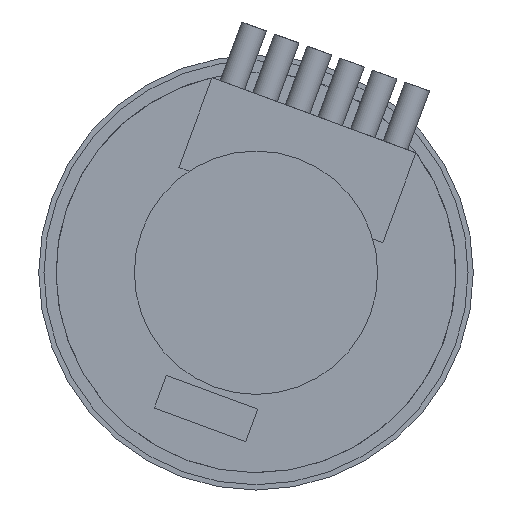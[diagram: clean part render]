
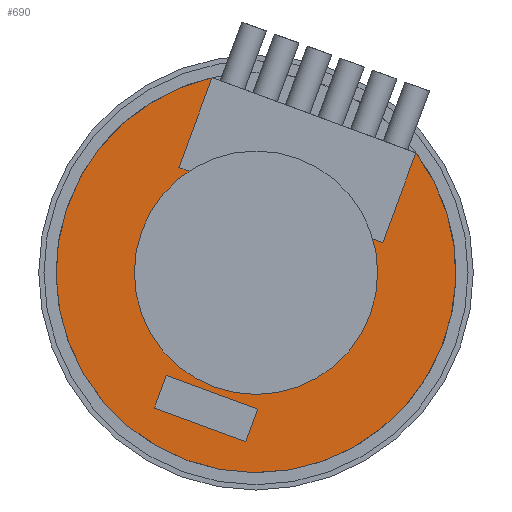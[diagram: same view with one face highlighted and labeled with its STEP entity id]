
A CAD part, left-side view. The second image highlights one B-rep face of the part: STEP entity #690.
In plain terms, the highlighted planar face has unit normal (-1, 0, 0).
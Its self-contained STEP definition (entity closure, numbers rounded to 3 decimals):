
#20=FACE_BOUND('',#208,.T.);
#21=FACE_BOUND('',#209,.T.);
#45=CIRCLE('',#776,11.5);
#46=CIRCLE('',#777,3.5);
#153=FACE_OUTER_BOUND('',#207,.T.);
#207=EDGE_LOOP('',(#549,#550,#551,#552));
#208=EDGE_LOOP('',(#553,#554,#555,#556));
#209=EDGE_LOOP('',(#557));
#243=LINE('',#1047,#288);
#247=LINE('',#1055,#292);
#250=LINE('',#1061,#295);
#253=LINE('',#1066,#298);
#265=LINE('',#1122,#310);
#268=LINE('',#1128,#313);
#271=LINE('',#1133,#316);
#288=VECTOR('',#828,10.);
#292=VECTOR('',#834,10.);
#295=VECTOR('',#839,10.);
#298=VECTOR('',#844,10.);
#310=VECTOR('',#910,10.);
#313=VECTOR('',#915,10.);
#316=VECTOR('',#920,10.);
#333=VERTEX_POINT('',#1045);
#334=VERTEX_POINT('',#1046);
#337=VERTEX_POINT('',#1054);
#339=VERTEX_POINT('',#1060);
#353=VERTEX_POINT('',#1112);
#354=VERTEX_POINT('',#1113);
#357=VERTEX_POINT('',#1121);
#359=VERTEX_POINT('',#1127);
#362=VERTEX_POINT('',#1142);
#387=EDGE_CURVE('',#333,#334,#243,.T.);
#391=EDGE_CURVE('',#334,#337,#247,.T.);
#394=EDGE_CURVE('',#337,#339,#250,.T.);
#397=EDGE_CURVE('',#339,#333,#253,.T.);
#421=EDGE_CURVE('',#354,#357,#265,.T.);
#424=EDGE_CURVE('',#357,#359,#268,.T.);
#427=EDGE_CURVE('',#359,#353,#271,.T.);
#431=EDGE_CURVE('',#353,#354,#45,.T.);
#432=EDGE_CURVE('',#362,#362,#46,.T.);
#549=ORIENTED_EDGE('',*,*,#421,.T.);
#550=ORIENTED_EDGE('',*,*,#424,.T.);
#551=ORIENTED_EDGE('',*,*,#427,.T.);
#552=ORIENTED_EDGE('',*,*,#431,.T.);
#553=ORIENTED_EDGE('',*,*,#387,.T.);
#554=ORIENTED_EDGE('',*,*,#391,.T.);
#555=ORIENTED_EDGE('',*,*,#394,.T.);
#556=ORIENTED_EDGE('',*,*,#397,.T.);
#557=ORIENTED_EDGE('',*,*,#432,.T.);
#653=PLANE('',#775);
#690=ADVANCED_FACE('',(#153,#20,#21),#653,.F.);
#775=AXIS2_PLACEMENT_3D('',#1140,#930,#931);
#776=AXIS2_PLACEMENT_3D('',#1141,#932,#933);
#777=AXIS2_PLACEMENT_3D('',#1143,#934,#935);
#828=DIRECTION('',(0.,0.345,-0.938));
#834=DIRECTION('',(0.,0.938,0.345));
#839=DIRECTION('',(0.,-0.345,0.938));
#844=DIRECTION('',(0.,-0.938,-0.345));
#910=DIRECTION('',(0.,0.345,-0.938));
#915=DIRECTION('',(0.,0.938,0.345));
#920=DIRECTION('',(0.,-0.345,0.938));
#930=DIRECTION('center_axis',(1.,0.,0.));
#931=DIRECTION('ref_axis',(0.,0.,-1.));
#932=DIRECTION('center_axis',(-1.,0.,0.));
#933=DIRECTION('ref_axis',(0.,0.,-1.));
#934=DIRECTION('center_axis',(1.,0.,0.));
#935=DIRECTION('ref_axis',(0.,0.,-1.));
#1045=CARTESIAN_POINT('',(-33.3,-0.097,-7.843));
#1046=CARTESIAN_POINT('',(-33.3,0.594,-9.72));
#1047=CARTESIAN_POINT('',(-33.3,-1.017,-5.344));
#1054=CARTESIAN_POINT('',(-33.3,5.85,-7.786));
#1055=CARTESIAN_POINT('',(-33.3,4.536,-8.27));
#1060=CARTESIAN_POINT('',(-33.3,5.159,-5.909));
#1061=CARTESIAN_POINT('',(-33.3,3.893,-2.471));
#1066=CARTESIAN_POINT('',(-33.3,2.531,-6.876));
#1112=CARTESIAN_POINT('',(-33.3,2.531,11.218));
#1113=CARTESIAN_POINT('',(-33.3,-9.2,6.9));
#1121=CARTESIAN_POINT('',(-33.3,-7.3,1.739));
#1122=CARTESIAN_POINT('',(-33.3,-6.583,-0.21));
#1127=CARTESIAN_POINT('',(-33.3,4.431,6.057));
#1128=CARTESIAN_POINT('',(-33.3,1.498,4.977));
#1133=CARTESIAN_POINT('',(-33.3,4.198,6.689));
#1140=CARTESIAN_POINT('Origin',(-33.3,0.,0.));
#1141=CARTESIAN_POINT('Origin',(-33.3,0.,0.));
#1142=CARTESIAN_POINT('',(-33.3,0.,3.5));
#1143=CARTESIAN_POINT('Origin',(-33.3,0.,0.));
